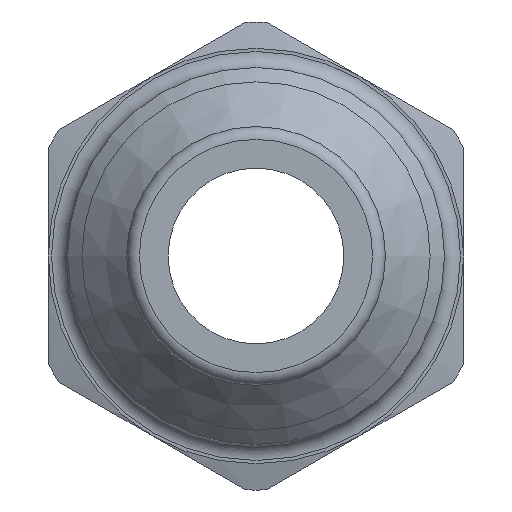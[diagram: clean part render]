
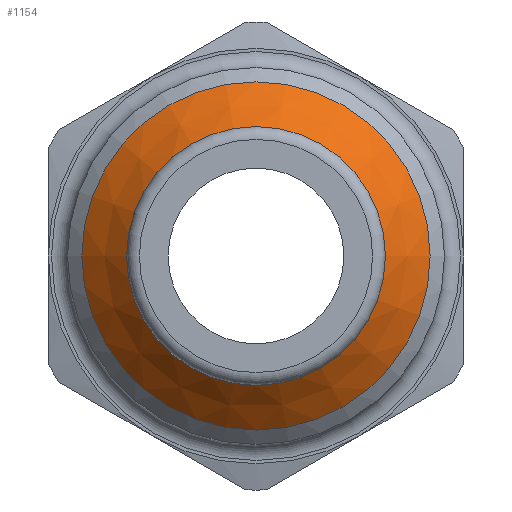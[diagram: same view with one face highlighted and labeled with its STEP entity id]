
A CAD part, left-side view. The second image highlights one B-rep face of the part: STEP entity #1154.
In plain terms, the highlighted conical face has half-angle 45 degrees and reference radius 4.75 mm.
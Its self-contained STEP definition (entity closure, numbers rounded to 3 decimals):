
#101=CARTESIAN_POINT('',(5.4,4.05,0.0));
#102=VERTEX_POINT('',#101);
#103=CARTESIAN_POINT('',(5.4,0.0,0.0));
#104=DIRECTION('',(1.0,0.0,0.0));
#105=DIRECTION('',(0.0,1.0,0.0));
#106=AXIS2_PLACEMENT_3D('',#103,#104,#105);
#107=CIRCLE('',#106,4.05);
#108=EDGE_CURVE('',#102,#102,#107,.T.);
#1135=CARTESIAN_POINT('',(6.1,0.0,0.0));
#1136=DIRECTION('',(1.0,0.0,0.0));
#1137=DIRECTION('',(0.0,1.0,0.0));
#1138=AXIS2_PLACEMENT_3D('',#1135,#1136,#1137);
#1139=CONICAL_SURFACE('',#1138,4.75,45.);
#1140=CARTESIAN_POINT('',(6.8,5.45,0.0));
#1141=VERTEX_POINT('',#1140);
#1142=CARTESIAN_POINT('',(6.8,0.0,0.0));
#1143=DIRECTION('',(1.0,0.0,0.0));
#1144=DIRECTION('',(0.0,1.0,0.0));
#1145=AXIS2_PLACEMENT_3D('',#1142,#1143,#1144);
#1146=CIRCLE('',#1145,5.45);
#1147=EDGE_CURVE('',#1141,#1141,#1146,.T.);
#1148=ORIENTED_EDGE('',*,*,#1147,.F.);
#1149=EDGE_LOOP('',(#1148));
#1150=FACE_OUTER_BOUND('',#1149,.T.);
#1151=ORIENTED_EDGE('',*,*,#108,.T.);
#1152=EDGE_LOOP('',(#1151));
#1153=FACE_BOUND('',#1152,.T.);
#1154=ADVANCED_FACE('',(#1150,#1153),#1139,.T.);
